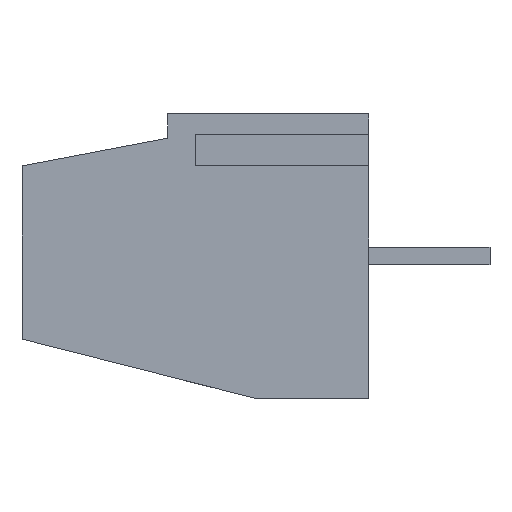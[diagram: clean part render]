
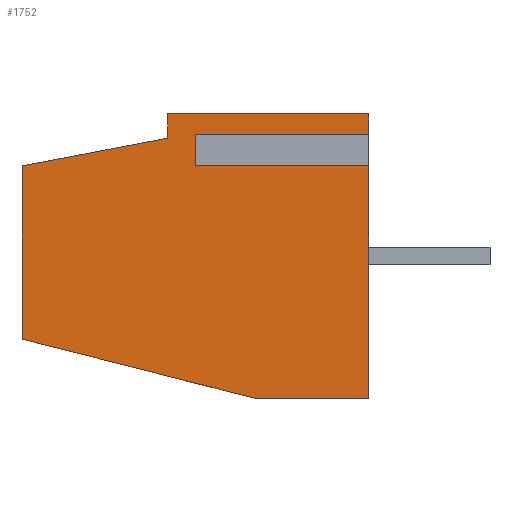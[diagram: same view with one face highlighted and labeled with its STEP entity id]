
A CAD part, left-side view. The second image highlights one B-rep face of the part: STEP entity #1752.
In plain terms, the highlighted planar face has unit normal (-1, 0, 0).
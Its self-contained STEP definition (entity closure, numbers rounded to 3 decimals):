
#17 = VERTEX_POINT ( 'NONE', #3466 ) ;
#30 = EDGE_CURVE ( 'NONE', #473, #3399, #1215, .T. ) ;
#46 = DIRECTION ( 'NONE',  ( 0., 0., -1. ) ) ;
#164 = ORIENTED_EDGE ( 'NONE', *, *, #4162, .F. ) ;
#207 = VECTOR ( 'NONE', #3952, 1000. ) ;
#304 = LINE ( 'NONE', #4298, #3429 ) ;
#315 = LINE ( 'NONE', #1620, #2001 ) ;
#401 = EDGE_CURVE ( 'NONE', #17, #1950, #2496, .T. ) ;
#461 = DIRECTION ( 'NONE',  ( 0., 1., 0. ) ) ;
#463 = EDGE_CURVE ( 'NONE', #2151, #17, #1272, .T. ) ;
#473 = VERTEX_POINT ( 'NONE', #2978 ) ;
#523 = LINE ( 'NONE', #1166, #4173 ) ;
#548 = CARTESIAN_POINT ( 'NONE',  ( -10., 5., 2.8 ) ) ;
#712 = VECTOR ( 'NONE', #2588, 1000. ) ;
#731 = AXIS2_PLACEMENT_3D ( 'NONE', #3508, #3176, #1135 ) ;
#732 = EDGE_CURVE ( 'NONE', #1950, #2917, #3833, .T. ) ;
#783 = DIRECTION ( 'NONE',  ( 0., 0.969, 0.246 ) ) ;
#822 = ORIENTED_EDGE ( 'NONE', *, *, #30, .F. ) ;
#851 = EDGE_CURVE ( 'NONE', #2985, #2151, #304, .T. ) ;
#967 = CARTESIAN_POINT ( 'NONE',  ( -10., 5., 4.1 ) ) ;
#1048 = CARTESIAN_POINT ( 'NONE',  ( -10., 3.3, -4.1 ) ) ;
#1102 = DIRECTION ( 'NONE',  ( 0., 1., 0. ) ) ;
#1135 = DIRECTION ( 'NONE',  ( 0., 1., 0. ) ) ;
#1151 = CARTESIAN_POINT ( 'NONE',  ( -10., 5., 3.3 ) ) ;
#1166 = CARTESIAN_POINT ( 'NONE',  ( -10., 0., 4.1 ) ) ;
#1215 = LINE ( 'NONE', #548, #3262 ) ;
#1249 = EDGE_LOOP ( 'NONE', ( #2594, #2441, #4113, #164, #2957, #1962, #1939, #3840, #822, #2397, #2042 ) ) ;
#1272 = LINE ( 'NONE', #967, #712 ) ;
#1303 = EDGE_CURVE ( 'NONE', #4201, #3123, #3244, .T. ) ;
#1312 = CARTESIAN_POINT ( 'NONE',  ( -10., 10., -2.4 ) ) ;
#1401 = CARTESIAN_POINT ( 'NONE',  ( -10., 5., 4.1 ) ) ;
#1459 = DIRECTION ( 'NONE',  ( 0., 0., -1. ) ) ;
#1462 = EDGE_CURVE ( 'NONE', #2917, #473, #2008, .T. ) ;
#1615 = VECTOR ( 'NONE', #46, 1000. ) ;
#1620 = CARTESIAN_POINT ( 'NONE',  ( -10., 10., 2.6 ) ) ;
#1646 = DIRECTION ( 'NONE',  ( 0., 0., 1. ) ) ;
#1751 = VECTOR ( 'NONE', #1102, 1000. ) ;
#1752 = ADVANCED_FACE ( 'NONE', ( #4212 ), #2519, .F. ) ;
#1791 = LINE ( 'NONE', #2442, #2210 ) ;
#1938 = VECTOR ( 'NONE', #461, 1000. ) ;
#1939 = ORIENTED_EDGE ( 'NONE', *, *, #3828, .F. ) ;
#1950 = VERTEX_POINT ( 'NONE', #4259 ) ;
#1962 = ORIENTED_EDGE ( 'NONE', *, *, #3837, .F. ) ;
#2001 = VECTOR ( 'NONE', #4022, 1000. ) ;
#2008 = LINE ( 'NONE', #1401, #1615 ) ;
#2042 = ORIENTED_EDGE ( 'NONE', *, *, #732, .F. ) ;
#2151 = VERTEX_POINT ( 'NONE', #3360 ) ;
#2210 = VECTOR ( 'NONE', #783, 1000. ) ;
#2397 = ORIENTED_EDGE ( 'NONE', *, *, #1462, .F. ) ;
#2441 = ORIENTED_EDGE ( 'NONE', *, *, #463, .F. ) ;
#2442 = CARTESIAN_POINT ( 'NONE',  ( -10., 3.3, -4.1 ) ) ;
#2480 = CARTESIAN_POINT ( 'NONE',  ( -10., 10., 2.6 ) ) ;
#2496 = LINE ( 'NONE', #3169, #3945 ) ;
#2519 = PLANE ( 'NONE',  #731 ) ;
#2588 = DIRECTION ( 'NONE',  ( 0., -1., 0. ) ) ;
#2594 = ORIENTED_EDGE ( 'NONE', *, *, #401, .F. ) ;
#2749 = LINE ( 'NONE', #4086, #1938 ) ;
#2789 = CARTESIAN_POINT ( 'NONE',  ( -10., 10., -2.4 ) ) ;
#2820 = VERTEX_POINT ( 'NONE', #3300 ) ;
#2883 = DIRECTION ( 'NONE',  ( 0., -1., 0. ) ) ;
#2887 = CARTESIAN_POINT ( 'NONE',  ( -10., 0., 2.8 ) ) ;
#2917 = VERTEX_POINT ( 'NONE', #3693 ) ;
#2957 = ORIENTED_EDGE ( 'NONE', *, *, #1303, .F. ) ;
#2978 = CARTESIAN_POINT ( 'NONE',  ( -10., 5., 2.8 ) ) ;
#2985 = VERTEX_POINT ( 'NONE', #3027 ) ;
#3027 = CARTESIAN_POINT ( 'NONE',  ( -10., 5.8, 3.4 ) ) ;
#3039 = EDGE_CURVE ( 'NONE', #3399, #2820, #523, .T. ) ;
#3123 = VERTEX_POINT ( 'NONE', #2480 ) ;
#3169 = CARTESIAN_POINT ( 'NONE',  ( -10., 0., 4.1 ) ) ;
#3176 = DIRECTION ( 'NONE',  ( 1., 0., 0. ) ) ;
#3181 = DIRECTION ( 'NONE',  ( 0., 0., -1. ) ) ;
#3224 = VERTEX_POINT ( 'NONE', #1048 ) ;
#3244 = LINE ( 'NONE', #1312, #207 ) ;
#3262 = VECTOR ( 'NONE', #2883, 1000. ) ;
#3300 = CARTESIAN_POINT ( 'NONE',  ( -10., 0., -4.1 ) ) ;
#3360 = CARTESIAN_POINT ( 'NONE',  ( -10., 5.8, 4.1 ) ) ;
#3399 = VERTEX_POINT ( 'NONE', #2887 ) ;
#3429 = VECTOR ( 'NONE', #1646, 1000. ) ;
#3466 = CARTESIAN_POINT ( 'NONE',  ( -10., 0., 4.1 ) ) ;
#3508 = CARTESIAN_POINT ( 'NONE',  ( -10., 5., 4.1 ) ) ;
#3693 = CARTESIAN_POINT ( 'NONE',  ( -10., 5., 3.3 ) ) ;
#3828 = EDGE_CURVE ( 'NONE', #2820, #3224, #2749, .T. ) ;
#3833 = LINE ( 'NONE', #1151, #1751 ) ;
#3837 = EDGE_CURVE ( 'NONE', #3224, #4201, #1791, .T. ) ;
#3840 = ORIENTED_EDGE ( 'NONE', *, *, #3039, .F. ) ;
#3945 = VECTOR ( 'NONE', #1459, 1000. ) ;
#3952 = DIRECTION ( 'NONE',  ( 0., 0., 1. ) ) ;
#4022 = DIRECTION ( 'NONE',  ( 0., -0.982, 0.187 ) ) ;
#4086 = CARTESIAN_POINT ( 'NONE',  ( -10., 0., -4.1 ) ) ;
#4113 = ORIENTED_EDGE ( 'NONE', *, *, #851, .F. ) ;
#4162 = EDGE_CURVE ( 'NONE', #3123, #2985, #315, .T. ) ;
#4173 = VECTOR ( 'NONE', #3181, 1000. ) ;
#4201 = VERTEX_POINT ( 'NONE', #2789 ) ;
#4212 = FACE_OUTER_BOUND ( 'NONE', #1249, .T. ) ;
#4259 = CARTESIAN_POINT ( 'NONE',  ( -10., 0., 3.3 ) ) ;
#4298 = CARTESIAN_POINT ( 'NONE',  ( -10., 5.8, 4.1 ) ) ;
